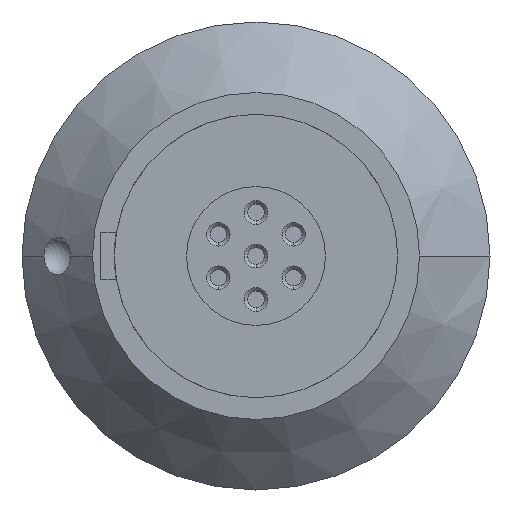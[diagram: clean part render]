
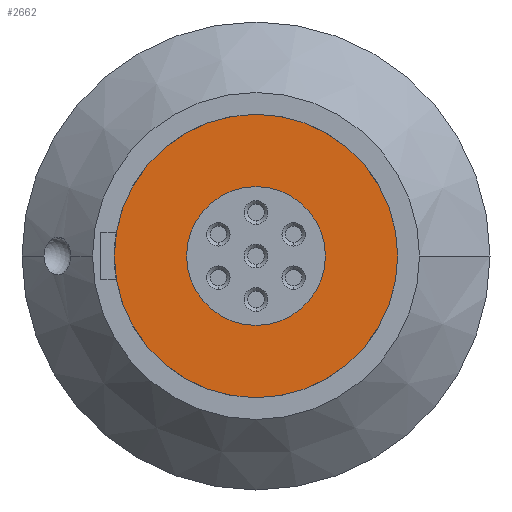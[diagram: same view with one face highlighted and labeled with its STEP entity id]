
A CAD part, left-side view. The second image highlights one B-rep face of the part: STEP entity #2662.
In plain terms, the highlighted planar face has unit normal (-1, 0, 0).
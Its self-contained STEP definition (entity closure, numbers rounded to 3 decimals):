
#432=CARTESIAN_POINT('',(-1.,0.,0.));
#433=DIRECTION('',(-1.,0.,0.));
#434=DIRECTION('',(0.,1.,0.));
#435=AXIS2_PLACEMENT_3D('',#432,#433,#434);
#437=CARTESIAN_POINT('',(-1.,0.,0.));
#438=DIRECTION('',(1.,0.,0.));
#439=DIRECTION('',(0.,1.,0.));
#440=AXIS2_PLACEMENT_3D('',#437,#438,#439);
#442=CARTESIAN_POINT('',(-1.,0.,0.));
#443=DIRECTION('',(-1.,0.,0.));
#444=DIRECTION('',(0.,0.,1.));
#445=AXIS2_PLACEMENT_3D('',#442,#443,#444);
#447=CARTESIAN_POINT('',(-1.,0.,0.));
#448=DIRECTION('',(-1.,0.,0.));
#449=DIRECTION('',(0.,0.,-1.));
#450=AXIS2_PLACEMENT_3D('',#447,#448,#449);
#1790=CARTESIAN_POINT('',(-1.,0.,-2.95));
#1791=VERTEX_POINT('',#1790);
#1792=CARTESIAN_POINT('',(-1.,0.,2.95));
#1793=VERTEX_POINT('',#1792);
#2130=CARTESIAN_POINT('',(-1.,-6.025,0.));
#2132=VERTEX_POINT('',#2130);
#2161=CARTESIAN_POINT('',(-1.,6.025,0.));
#2162=VERTEX_POINT('',#2161);
#2647=CARTESIAN_POINT('',(-1.,0.,0.));
#2648=DIRECTION('',(1.,0.,0.));
#2649=DIRECTION('',(0.,-1.,0.));
#2650=AXIS2_PLACEMENT_3D('',#2647,#2648,#2649);
#2651=PLANE('',#2650);
#2652=ORIENTED_EDGE('',*,*,#2638,.F.);
#2653=ORIENTED_EDGE('',*,*,#2607,.T.);
#2654=EDGE_LOOP('',(#2652,#2653));
#2655=FACE_OUTER_BOUND('',#2654,.F.);
#2657=ORIENTED_EDGE('',*,*,#2656,.T.);
#2659=ORIENTED_EDGE('',*,*,#2658,.T.);
#2660=EDGE_LOOP('',(#2657,#2659));
#2661=FACE_BOUND('',#2660,.F.);
#2662=ADVANCED_FACE('',(#2655,#2661),#2651,.F.);
#436=CIRCLE('',#435,6.025);
#441=CIRCLE('',#440,6.025);
#446=CIRCLE('',#445,2.95);
#451=CIRCLE('',#450,2.95);
#2607=EDGE_CURVE('',#2162,#2132,#441,.T.);
#2638=EDGE_CURVE('',#2162,#2132,#436,.T.);
#2656=EDGE_CURVE('',#1793,#1791,#446,.T.);
#2658=EDGE_CURVE('',#1791,#1793,#451,.T.);
